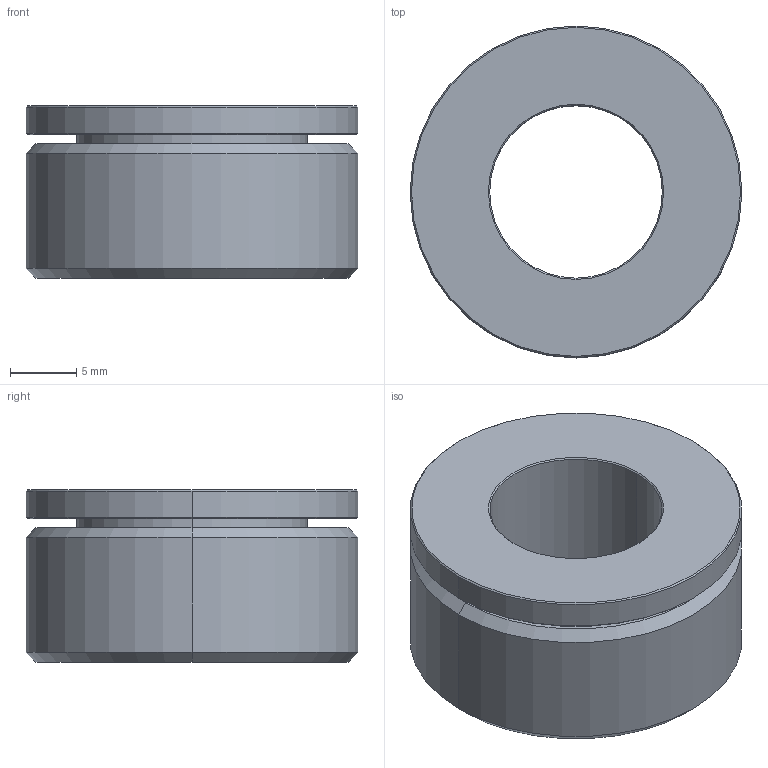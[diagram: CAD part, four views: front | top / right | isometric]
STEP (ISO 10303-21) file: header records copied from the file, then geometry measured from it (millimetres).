
FILE_DESCRIPTION(('STEP AP214'),'1');
FILE_NAME(' ',' ',('TraceParts'),('TraceParts S.A.'),'XStep 1.0',' ',' ');
FILE_SCHEMA(('automotive_design'));
Length unit declared in the file: millimetre
Products named in the file (2): 1; 2
Bounding box: 25 x 25 x 13 mm (x, y, z)
Volume: 3689.2 mm3; surface area: 3815 mm2
Topology: 2 solids, 2 shells, 41 faces, 82 edges, 48 vertices
Faces by surface type: cone 20, cylinder 14, plane 7
Entity records: 2081 total; most frequent: DIRECTION 216, CARTESIAN_POINT 173, STYLED_ITEM 171, PRESENTATION_STYLE_ASSIGNMENT 171, COLOUR_RGB 171, ORIENTED_EDGE 164, AXIS2_PLACEMENT_3D 91, EDGE_CURVE 82
